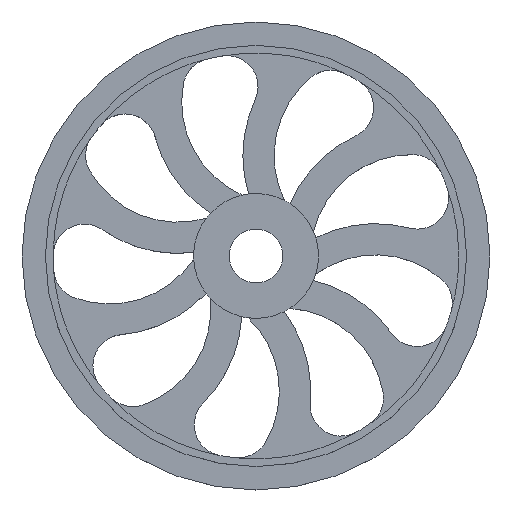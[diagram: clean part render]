
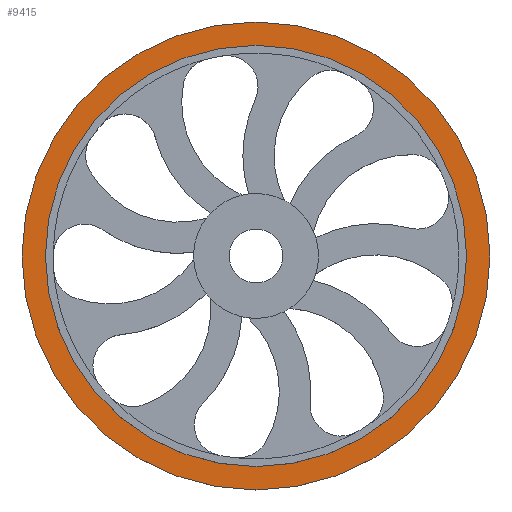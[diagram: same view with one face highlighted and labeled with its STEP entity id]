
A CAD part, top view. The second image highlights one B-rep face of the part: STEP entity #9415.
In plain terms, the highlighted planar face has unit normal (0, 0, 1).
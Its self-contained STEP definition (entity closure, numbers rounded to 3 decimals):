
#1135 = CYLINDRICAL_SURFACE('',#1136,75.);
#1136 = AXIS2_PLACEMENT_3D('',#1137,#1138,#1139);
#1137 = CARTESIAN_POINT('',(0.,0.,-11.75));
#1138 = DIRECTION('',(-0.,-0.,-1.));
#1139 = DIRECTION('',(1.,0.,0.));
#4986 = VERTEX_POINT('',#4987);
#4987 = CARTESIAN_POINT('',(75.,0.,-10.));
#5008 = EDGE_CURVE('',#4986,#4986,#5009,.T.);
#5009 = SURFACE_CURVE('',#5010,(#5015,#5022),.PCURVE_S1.);
#5010 = CIRCLE('',#5011,75.);
#5011 = AXIS2_PLACEMENT_3D('',#5012,#5013,#5014);
#5012 = CARTESIAN_POINT('',(0.,0.,-10.));
#5013 = DIRECTION('',(0.,0.,1.));
#5014 = DIRECTION('',(1.,0.,0.));
#5015 = PCURVE('',#1135,#5016);
#5016 = DEFINITIONAL_REPRESENTATION('',(#5017),#5021);
#5017 = LINE('',#5018,#5019);
#5018 = CARTESIAN_POINT('',(-0.,-1.75));
#5019 = VECTOR('',#5020,1.);
#5020 = DIRECTION('',(-1.,0.));
#5021 = ( GEOMETRIC_REPRESENTATION_CONTEXT(2) 
PARAMETRIC_REPRESENTATION_CONTEXT() REPRESENTATION_CONTEXT('2D SPACE',''
  ) );
#5022 = PCURVE('',#5023,#5028);
#5023 = PLANE('',#5024);
#5024 = AXIS2_PLACEMENT_3D('',#5025,#5026,#5027);
#5025 = CARTESIAN_POINT('',(0.,0.,-10.));
#5026 = DIRECTION('',(0.,0.,1.));
#5027 = DIRECTION('',(1.,0.,0.));
#5028 = DEFINITIONAL_REPRESENTATION('',(#5029),#5033);
#5029 = CIRCLE('',#5030,75.);
#5030 = AXIS2_PLACEMENT_2D('',#5031,#5032);
#5031 = CARTESIAN_POINT('',(0.,0.));
#5032 = DIRECTION('',(1.,0.));
#5033 = ( GEOMETRIC_REPRESENTATION_CONTEXT(2) 
PARAMETRIC_REPRESENTATION_CONTEXT() REPRESENTATION_CONTEXT('2D SPACE',''
  ) );
#5879 = CYLINDRICAL_SURFACE('',#5880,67.5);
#5880 = AXIS2_PLACEMENT_3D('',#5881,#5882,#5883);
#5881 = CARTESIAN_POINT('',(0.,0.,-10.));
#5882 = DIRECTION('',(-0.,-0.,-1.));
#5883 = DIRECTION('',(1.,0.,0.));
#9415 = ADVANCED_FACE('',(#9416,#9419),#5023,.T.);
#9416 = FACE_BOUND('',#9417,.T.);
#9417 = EDGE_LOOP('',(#9418));
#9418 = ORIENTED_EDGE('',*,*,#5008,.T.);
#9419 = FACE_BOUND('',#9420,.T.);
#9420 = EDGE_LOOP('',(#9421));
#9421 = ORIENTED_EDGE('',*,*,#9422,.F.);
#9422 = EDGE_CURVE('',#9423,#9423,#9425,.T.);
#9423 = VERTEX_POINT('',#9424);
#9424 = CARTESIAN_POINT('',(67.5,0.,-10.));
#9425 = SURFACE_CURVE('',#9426,(#9431,#9438),.PCURVE_S1.);
#9426 = CIRCLE('',#9427,67.5);
#9427 = AXIS2_PLACEMENT_3D('',#9428,#9429,#9430);
#9428 = CARTESIAN_POINT('',(0.,0.,-10.));
#9429 = DIRECTION('',(0.,0.,1.));
#9430 = DIRECTION('',(1.,0.,0.));
#9431 = PCURVE('',#5023,#9432);
#9432 = DEFINITIONAL_REPRESENTATION('',(#9433),#9437);
#9433 = CIRCLE('',#9434,67.5);
#9434 = AXIS2_PLACEMENT_2D('',#9435,#9436);
#9435 = CARTESIAN_POINT('',(0.,0.));
#9436 = DIRECTION('',(1.,0.));
#9437 = ( GEOMETRIC_REPRESENTATION_CONTEXT(2) 
PARAMETRIC_REPRESENTATION_CONTEXT() REPRESENTATION_CONTEXT('2D SPACE',''
  ) );
#9438 = PCURVE('',#5879,#9439);
#9439 = DEFINITIONAL_REPRESENTATION('',(#9440),#9444);
#9440 = LINE('',#9441,#9442);
#9441 = CARTESIAN_POINT('',(-0.,0.));
#9442 = VECTOR('',#9443,1.);
#9443 = DIRECTION('',(-1.,0.));
#9444 = ( GEOMETRIC_REPRESENTATION_CONTEXT(2) 
PARAMETRIC_REPRESENTATION_CONTEXT() REPRESENTATION_CONTEXT('2D SPACE',''
  ) );
